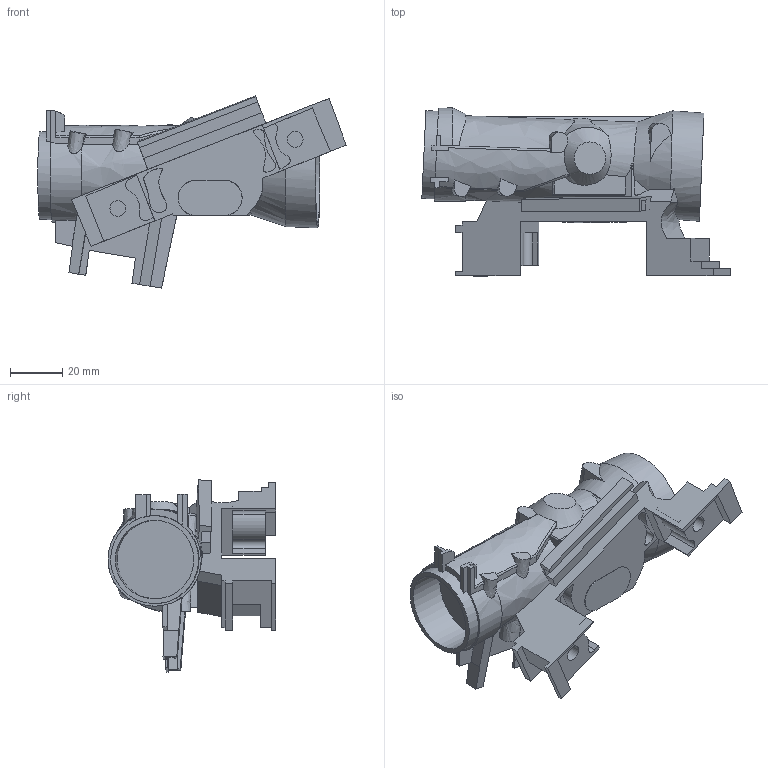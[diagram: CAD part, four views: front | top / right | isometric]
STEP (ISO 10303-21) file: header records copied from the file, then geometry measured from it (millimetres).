
FILE_DESCRIPTION(('STEP AP214'),'1');
FILE_NAME('22jm.stp','2019-05-31T08:31:48',(' '),(' '),'Spatial InterOp 3D',' ',' ');
FILE_SCHEMA(('automotive_design'));
Length unit declared in the file: millimetre
Products named in the file (1): 1
Bounding box: 117.86 x 64.16 x 73.47 mm (x, y, z)
Volume: 109728.3 mm3; surface area: 29729 mm2
Topology: 1 solids, 1 shells, 200 faces, 561 edges, 373 vertices
Faces by surface type: bspline 200
Entity records: 8618 total; most frequent: CARTESIAN_POINT 4299, ORIENTED_EDGE 1088, DIRECTION 544, EDGE_CURVE 544, VERTEX_POINT 367, LINE 302, VECTOR 302, EDGE_LOOP 221
